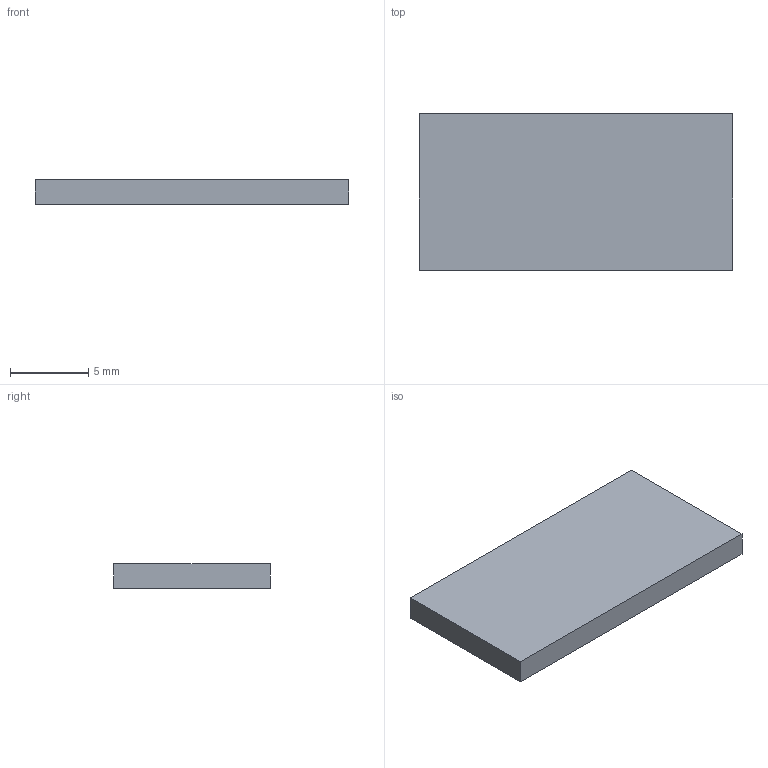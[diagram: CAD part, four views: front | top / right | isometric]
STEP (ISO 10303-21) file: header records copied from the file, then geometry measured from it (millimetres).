
FILE_DESCRIPTION(('Open CASCADE Model'),'2;1');
FILE_NAME('Open CASCADE Shape Model','2013-05-16T15:26:54',('Author'),( 'Open CASCADE'),'Open CASCADE STEP processor 6.5','Open CASCADE 6.5' ,'Unknown');
FILE_SCHEMA(('AUTOMOTIVE_DESIGN_CC2 { 1 2 10303 214 -1 1 5 4 }'));
Length unit declared in the file: millimetre
Products named in the file (1): Daughter_Board
Bounding box: 20 x 10 x 1.58 mm (x, y, z)
Volume: 316 mm3; surface area: 494.8 mm2
Topology: 1 solids, 1 shells, 6 faces, 12 edges, 8 vertices
Faces by surface type: plane 6
Entity records: 333 total; most frequent: CARTESIAN_POINT 51, DIRECTION 50, LINE 36, VECTOR 36, ORIENTED_EDGE 24, PCURVE 24, DEFINITIONAL_REPRESENTATION 24, EDGE_CURVE 12
